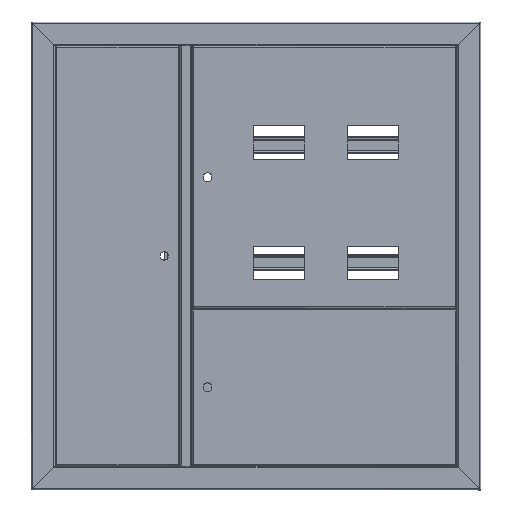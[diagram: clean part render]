
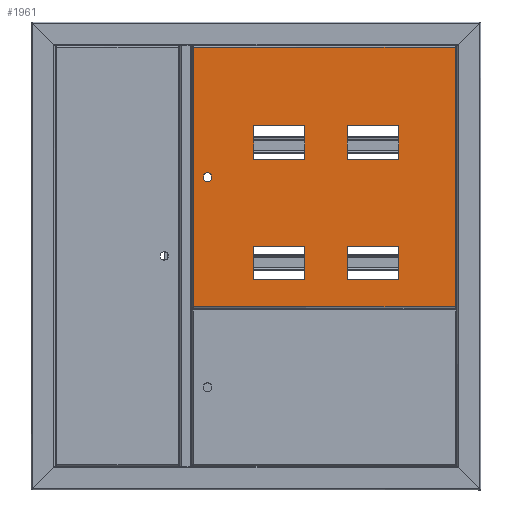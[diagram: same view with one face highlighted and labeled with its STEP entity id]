
A CAD part, top view. The second image highlights one B-rep face of the part: STEP entity #1961.
In plain terms, the highlighted planar face has unit normal (0, 0, 1).
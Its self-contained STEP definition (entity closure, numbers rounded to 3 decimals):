
#1961=ADVANCED_FACE('',(#9130,#9132,#9134,#9136,#9138,#9140),#9142,.T.);
#9130=FACE_BOUND('',#9131,.T.);
#9131=EDGE_LOOP('',(#16115,#16116,#16117,#16118));
#9132=FACE_BOUND('',#9133,.T.);
#9133=EDGE_LOOP('',(#16119,#16120,#16121,#16122));
#9134=FACE_BOUND('',#9135,.T.);
#9135=EDGE_LOOP('',(#16123,#16124,#16125,#16126));
#9136=FACE_BOUND('',#9137,.T.);
#9137=EDGE_LOOP('',(#16127,#16128,#16129,#16130));
#9138=FACE_BOUND('',#9139,.T.);
#9139=EDGE_LOOP('',(#16131,#16132,#16133,#16134));
#9140=FACE_BOUND('',#9141,.T.);
#9141=EDGE_LOOP('',(#16135,#16136,#16137,#16138));
#9142=PLANE('',#9143);
#9143=AXIS2_PLACEMENT_3D('',#9144,#9145,#9146);
#9144=CARTESIAN_POINT('',(0.,0.,0.));
#9145=DIRECTION('',(0.,0.,1.));
#9146=DIRECTION('',(-1.,0.,0.));
#16115=ORIENTED_EDGE('',*,*,#20023,.T.);
#16116=ORIENTED_EDGE('',*,*,#20024,.T.);
#16117=ORIENTED_EDGE('',*,*,#20025,.T.);
#16118=ORIENTED_EDGE('',*,*,#20026,.T.);
#16119=ORIENTED_EDGE('',*,*,#20027,.T.);
#16120=ORIENTED_EDGE('',*,*,#20028,.T.);
#16121=ORIENTED_EDGE('',*,*,#20029,.T.);
#16122=ORIENTED_EDGE('',*,*,#20030,.T.);
#16123=ORIENTED_EDGE('',*,*,#20031,.T.);
#16124=ORIENTED_EDGE('',*,*,#20032,.T.);
#16125=ORIENTED_EDGE('',*,*,#20033,.T.);
#16126=ORIENTED_EDGE('',*,*,#20034,.T.);
#16127=ORIENTED_EDGE('',*,*,#20035,.T.);
#16128=ORIENTED_EDGE('',*,*,#20036,.T.);
#16129=ORIENTED_EDGE('',*,*,#20037,.T.);
#16130=ORIENTED_EDGE('',*,*,#20038,.T.);
#16131=ORIENTED_EDGE('',*,*,#20039,.T.);
#16132=ORIENTED_EDGE('',*,*,#20040,.T.);
#16133=ORIENTED_EDGE('',*,*,#20041,.T.);
#16134=ORIENTED_EDGE('',*,*,#20042,.T.);
#16135=ORIENTED_EDGE('',*,*,#20043,.F.);
#16136=ORIENTED_EDGE('',*,*,#20044,.F.);
#16137=ORIENTED_EDGE('',*,*,#20045,.F.);
#16138=ORIENTED_EDGE('',*,*,#20046,.F.);
#20023=EDGE_CURVE('',#21977,#21978,#21979,.T.);
#20024=EDGE_CURVE('',#21978,#21980,#21981,.T.);
#20025=EDGE_CURVE('',#21980,#21982,#21983,.T.);
#20026=EDGE_CURVE('',#21982,#21977,#21984,.T.);
#20027=EDGE_CURVE('',#21985,#21986,#21987,.F.);
#20028=EDGE_CURVE('',#21986,#21988,#21989,.F.);
#20029=EDGE_CURVE('',#21988,#21990,#21991,.F.);
#20030=EDGE_CURVE('',#21990,#21985,#21992,.F.);
#20031=EDGE_CURVE('',#21993,#21994,#21995,.F.);
#20032=EDGE_CURVE('',#21994,#21996,#21997,.F.);
#20033=EDGE_CURVE('',#21996,#21998,#21999,.F.);
#20034=EDGE_CURVE('',#21998,#21993,#22000,.F.);
#20035=EDGE_CURVE('',#22001,#22002,#22003,.F.);
#20036=EDGE_CURVE('',#22002,#22004,#22005,.F.);
#20037=EDGE_CURVE('',#22004,#22006,#22007,.F.);
#20038=EDGE_CURVE('',#22006,#22001,#22008,.F.);
#20039=EDGE_CURVE('',#22009,#22010,#22011,.F.);
#20040=EDGE_CURVE('',#22010,#22012,#22013,.F.);
#20041=EDGE_CURVE('',#22012,#22014,#22015,.F.);
#20042=EDGE_CURVE('',#22014,#22009,#22016,.F.);
#20043=EDGE_CURVE('',#22017,#22018,#22019,.T.);
#20044=EDGE_CURVE('',#22020,#22017,#22021,.T.);
#20045=EDGE_CURVE('',#22022,#22020,#22023,.T.);
#20046=EDGE_CURVE('',#22018,#22022,#22024,.T.);
#21977=VERTEX_POINT('',#25167);
#21978=VERTEX_POINT('',#25168);
#21979=LINE('',#25169,#25170);
#21980=VERTEX_POINT('',#25172);
#21981=LINE('',#25173,#25174);
#21982=VERTEX_POINT('',#25176);
#21983=LINE('',#25177,#25178);
#21984=LINE('',#25180,#25181);
#21985=VERTEX_POINT('',#25183);
#21986=VERTEX_POINT('',#25184);
#21987=LINE('',#25185,#25186);
#21988=VERTEX_POINT('',#25188);
#21989=LINE('',#25189,#25190);
#21990=VERTEX_POINT('',#25192);
#21991=LINE('',#25193,#25194);
#21992=LINE('',#25196,#25197);
#21993=VERTEX_POINT('',#25199);
#21994=VERTEX_POINT('',#25200);
#21995=LINE('',#25201,#25202);
#21996=VERTEX_POINT('',#25204);
#21997=LINE('',#25205,#25206);
#21998=VERTEX_POINT('',#25208);
#21999=LINE('',#25209,#25210);
#22000=LINE('',#25212,#25213);
#22001=VERTEX_POINT('',#25215);
#22002=VERTEX_POINT('',#25216);
#22003=LINE('',#25217,#25218);
#22004=VERTEX_POINT('',#25220);
#22005=LINE('',#25221,#25222);
#22006=VERTEX_POINT('',#25224);
#22007=LINE('',#25225,#25226);
#22008=LINE('',#25228,#25229);
#22009=VERTEX_POINT('',#25231);
#22010=VERTEX_POINT('',#25232);
#22011=LINE('',#25233,#25234);
#22012=VERTEX_POINT('',#25236);
#22013=LINE('',#25237,#25238);
#22014=VERTEX_POINT('',#25240);
#22015=LINE('',#25241,#25242);
#22016=LINE('',#25244,#25245);
#22017=VERTEX_POINT('',#25247);
#22018=VERTEX_POINT('',#25248);
#22019=CIRCLE('',#25249,9.55);
#22020=VERTEX_POINT('',#25253);
#22021=LINE('',#25254,#25255);
#22022=VERTEX_POINT('',#25257);
#22023=CIRCLE('',#25258,9.55);
#22024=LINE('',#25262,#25263);
#25167=CARTESIAN_POINT('',(905.6,391.1,0.));
#25168=CARTESIAN_POINT('',(905.6,945.6,0.));
#25169=CARTESIAN_POINT('',(905.6,391.1,0.));
#25170=VECTOR('',#25171,1.);
#25171=DIRECTION('',(0.,1.,0.));
#25172=CARTESIAN_POINT('',(346.5,945.6,0.));
#25173=CARTESIAN_POINT('',(905.6,945.6,0.));
#25174=VECTOR('',#25175,1.);
#25175=DIRECTION('',(-1.,0.,0.));
#25176=CARTESIAN_POINT('',(346.5,391.1,0.));
#25177=CARTESIAN_POINT('',(346.5,945.6,0.));
#25178=VECTOR('',#25179,1.);
#25179=DIRECTION('',(0.,-1.,0.));
#25180=CARTESIAN_POINT('',(346.5,391.1,0.));
#25181=VECTOR('',#25182,1.);
#25182=DIRECTION('',(1.,0.,0.));
#25183=CARTESIAN_POINT('',(674.963,448.9,0.));
#25184=CARTESIAN_POINT('',(674.963,521.,0.));
#25185=CARTESIAN_POINT('',(674.963,521.,0.));
#25186=VECTOR('',#25187,1.);
#25187=DIRECTION('',(0.,-1.,0.));
#25188=CARTESIAN_POINT('',(784.563,521.,0.));
#25189=CARTESIAN_POINT('',(784.563,521.,0.));
#25190=VECTOR('',#25191,1.);
#25191=DIRECTION('',(-1.,0.,0.));
#25192=CARTESIAN_POINT('',(784.563,448.9,0.));
#25193=CARTESIAN_POINT('',(784.563,448.9,0.));
#25194=VECTOR('',#25195,1.);
#25195=DIRECTION('',(0.,1.,0.));
#25196=CARTESIAN_POINT('',(674.963,448.9,0.));
#25197=VECTOR('',#25198,1.);
#25198=DIRECTION('',(1.,0.,0.));
#25199=CARTESIAN_POINT('',(474.963,521.,0.));
#25200=CARTESIAN_POINT('',(584.563,521.,0.));
#25201=CARTESIAN_POINT('',(584.563,521.,0.));
#25202=VECTOR('',#25203,1.);
#25203=DIRECTION('',(-1.,0.,0.));
#25204=CARTESIAN_POINT('',(584.563,448.9,0.));
#25205=CARTESIAN_POINT('',(584.563,448.9,0.));
#25206=VECTOR('',#25207,1.);
#25207=DIRECTION('',(0.,1.,0.));
#25208=CARTESIAN_POINT('',(474.963,448.9,0.));
#25209=CARTESIAN_POINT('',(474.963,448.9,0.));
#25210=VECTOR('',#25211,1.);
#25211=DIRECTION('',(1.,0.,0.));
#25212=CARTESIAN_POINT('',(474.963,521.,0.));
#25213=VECTOR('',#25214,1.);
#25214=DIRECTION('',(0.,-1.,0.));
#25215=CARTESIAN_POINT('',(674.963,778.6,0.));
#25216=CARTESIAN_POINT('',(784.563,778.6,0.));
#25217=CARTESIAN_POINT('',(784.563,778.6,0.));
#25218=VECTOR('',#25219,1.);
#25219=DIRECTION('',(-1.,0.,0.));
#25220=CARTESIAN_POINT('',(784.563,706.5,0.));
#25221=CARTESIAN_POINT('',(784.563,706.5,0.));
#25222=VECTOR('',#25223,1.);
#25223=DIRECTION('',(0.,1.,0.));
#25224=CARTESIAN_POINT('',(674.963,706.5,0.));
#25225=CARTESIAN_POINT('',(674.963,706.5,0.));
#25226=VECTOR('',#25227,1.);
#25227=DIRECTION('',(1.,0.,0.));
#25228=CARTESIAN_POINT('',(674.963,778.6,0.));
#25229=VECTOR('',#25230,1.);
#25230=DIRECTION('',(0.,-1.,0.));
#25231=CARTESIAN_POINT('',(474.963,778.6,0.));
#25232=CARTESIAN_POINT('',(584.563,778.6,0.));
#25233=CARTESIAN_POINT('',(584.563,778.6,0.));
#25234=VECTOR('',#25235,1.);
#25235=DIRECTION('',(-1.,0.,0.));
#25236=CARTESIAN_POINT('',(584.563,706.5,0.));
#25237=CARTESIAN_POINT('',(584.563,706.5,0.));
#25238=VECTOR('',#25239,1.);
#25239=DIRECTION('',(0.,1.,0.));
#25240=CARTESIAN_POINT('',(474.963,706.5,0.));
#25241=CARTESIAN_POINT('',(474.963,706.5,0.));
#25242=VECTOR('',#25243,1.);
#25243=DIRECTION('',(1.,0.,0.));
#25244=CARTESIAN_POINT('',(474.963,778.6,0.));
#25245=VECTOR('',#25246,1.);
#25246=DIRECTION('',(0.,-1.,0.));
#25247=CARTESIAN_POINT('',(384.35,673.488,0.));
#25248=CARTESIAN_POINT('',(368.25,673.488,0.));
#25249=AXIS2_PLACEMENT_3D('',#25250,#25251,#25252);
#25250=CARTESIAN_POINT('',(376.3,668.35,0.));
#25251=DIRECTION('',(0.,0.,1.));
#25252=DIRECTION('',(0.843,0.538,0.));
#25253=CARTESIAN_POINT('',(384.35,663.212,0.));
#25254=CARTESIAN_POINT('',(384.35,663.212,0.));
#25255=VECTOR('',#25256,1.);
#25256=DIRECTION('',(0.,1.,0.));
#25257=CARTESIAN_POINT('',(368.25,663.212,0.));
#25258=AXIS2_PLACEMENT_3D('',#25259,#25260,#25261);
#25259=CARTESIAN_POINT('',(376.3,668.35,0.));
#25260=DIRECTION('',(0.,0.,1.));
#25261=DIRECTION('',(-0.843,-0.538,0.));
#25262=CARTESIAN_POINT('',(368.25,673.488,0.));
#25263=VECTOR('',#25264,1.);
#25264=DIRECTION('',(0.,-1.,0.));
